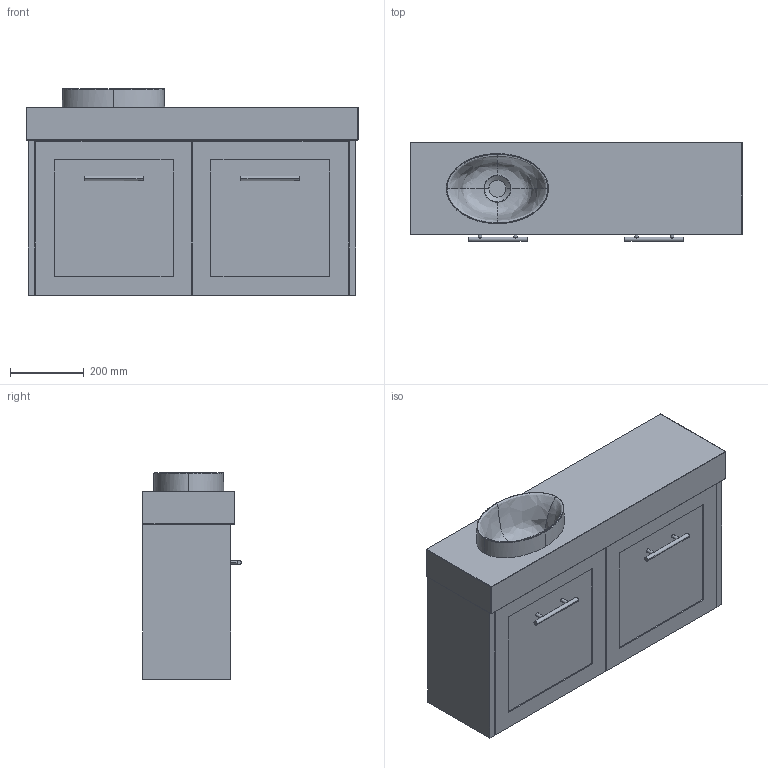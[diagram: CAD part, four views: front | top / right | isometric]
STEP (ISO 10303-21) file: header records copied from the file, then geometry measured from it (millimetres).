
FILE_DESCRIPTION(/* description */ (''),/* implementation_level */ '2;1');
FILE_NAME(/* name */ 'Kado Lux Mini (Wall Hung) 900L (90MM)',/* time_stamp */ '2025-07-09T15:04:38+10:00',/* author */ (''),/* organization */ (''),/* preprocessor_version */ 'ST-DEVELOPER v16.5',/* originating_system */ '',/* authorisation */ '');
FILE_SCHEMA (('AUTOMOTIVE_DESIGN'));
Length unit declared in the file: millimetre
Products named in the file (10): Document; Kado Lux Mini (Wall Hung) 900L (90MM); Kado Lux Mini Wall Hung ALL82; Kado Lux Mini WH 900 Carcass80; Kado Lux Mini WH 900 Carcass74; Cross Bar Handle 9623456789101112131415161718192021222324252627282930
3132333435363738394041424344454647484950515253545556575859606162636465
66676869707172; Kado Lux Mini Benchtop ALL (90MM)81; Kado Lux Mini Benchtop 900L (90MM)79; Kado Lux Mini Benchtop 900L (90MM)76; Joy78
Assembly tree (10 placements, depth 5):
  Document
    Kado Lux Mini (Wall Hung) 900L (90MM)
      Kado Lux Mini Wall Hung ALL82
        Kado Lux Mini WH 900 Carcass80
          Kado Lux Mini WH 900 Carcass74
          Cross Bar Handle 9623456789101112131415161718192021222324252627282930
3132333435363738394041424344454647484950515253545556575859606162636465
66676869707172  x2
      Kado Lux Mini Benchtop ALL (90MM)81
        Kado Lux Mini Benchtop 900L (90MM)79
          Kado Lux Mini Benchtop 900L (90MM)76
          Joy78
Bounding box: 900 x 268 x 559.98 mm (x, y, z)
Volume: 26206431.4 mm3; surface area: 3436341.7 mm2
Topology: 11 solids, 11 shells, 167 faces, 360 edges, 214 vertices
Faces by surface type: plane 77, bspline 66, cylinder 24
Entity records: 32997 total; most frequent: CARTESIAN_POINT 30408, ORIENTED_EDGE 656, EDGE_CURVE 328, B_SPLINE_CURVE_WITH_KNOTS 274, VERTEX_POINT 198, EDGE_LOOP 160, ADVANCED_FACE 153, FACE_OUTER_BOUND 153
